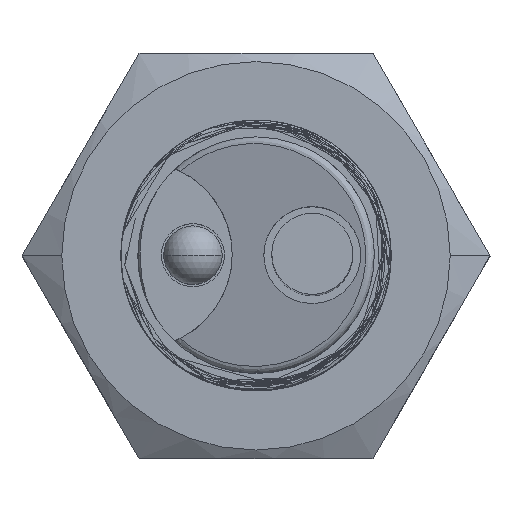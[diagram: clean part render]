
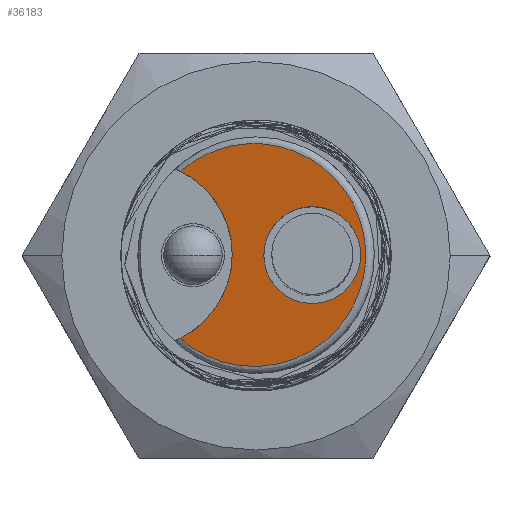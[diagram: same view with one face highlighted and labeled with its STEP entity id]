
A CAD part, top view. The second image highlights one B-rep face of the part: STEP entity #36183.
In plain terms, the highlighted planar face has unit normal (-0.275, 0, 0.962).
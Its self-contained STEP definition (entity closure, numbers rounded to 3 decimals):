
#200 = EDGE_LOOP ( 'NONE', ( #6766, #21418 ) ) ;
#1378 = VERTEX_POINT ( 'NONE', #33600 ) ;
#1436 = CARTESIAN_POINT ( 'NONE',  ( 0.35, 4.3, 48.1 ) ) ;
#2307 =( BOUNDED_CURVE ( )  B_SPLINE_CURVE ( 3, ( #24733, #18820, #1436, #21581 ),
 .UNSPECIFIED., .F., .F. ) 
 B_SPLINE_CURVE_WITH_KNOTS ( ( 4, 4 ),
 ( 3.142, 6.283 ),
 .UNSPECIFIED. ) 
 CURVE ( )  GEOMETRIC_REPRESENTATION_ITEM ( )  RATIONAL_B_SPLINE_CURVE ( ( 1., 0.333, 0.333, 1. ) ) 
 REPRESENTATION_ITEM ( '' )  );
#2556 = CARTESIAN_POINT ( 'NONE',  ( 0.161, -1.967, 48.046 ) ) ;
#4493 = EDGE_CURVE ( 'NONE', #11046, #22859, #23051, .T. ) ;
#6766 = ORIENTED_EDGE ( 'NONE', *, *, #4493, .F. ) ;
#7533 = CARTESIAN_POINT ( 'NONE',  ( 4.854, -4.967, 49.387 ) ) ;
#8121 = EDGE_CURVE ( 'NONE', #1378, #13465, #2307, .T. ) ;
#10160 = CARTESIAN_POINT ( 'NONE',  ( 0.35, 0., 48.1 ) ) ;
#10922 = CARTESIAN_POINT ( 'NONE',  ( 4.881, 4.94, 49.395 ) ) ;
#11046 = VERTEX_POINT ( 'NONE', #26935 ) ;
#12775 = DIRECTION ( 'NONE',  ( 0.275, 0., -0.962 ) ) ;
#13154 = CARTESIAN_POINT ( 'NONE',  ( -5.25, -6.5, 46.5 ) ) ;
#13465 = VERTEX_POINT ( 'NONE', #18417 ) ;
#15899 =( BOUNDED_CURVE ( )  B_SPLINE_CURVE ( 3, ( #15980, #18868, #7533, #21746, #10922, #36917, #25283 ),
 .UNSPECIFIED., .F., .T. ) 
 B_SPLINE_CURVE_WITH_KNOTS ( ( 4, 3, 4 ),
 ( 0.844, 3.139, 5.433 ),
 .UNSPECIFIED. ) 
 CURVE ( )  GEOMETRIC_REPRESENTATION_ITEM ( )  RATIONAL_B_SPLINE_CURVE ( ( 1., 0.607, 0.607, 1., 0.607, 0.607, 1. ) ) 
 REPRESENTATION_ITEM ( '' )  );
#15980 = CARTESIAN_POINT ( 'NONE',  ( -3.37, -3.7, 47.037 ) ) ;
#17027 = CARTESIAN_POINT ( 'NONE',  ( -3.37, -3.7, 47.037 ) ) ;
#18178 = EDGE_LOOP ( 'NONE', ( #35210, #28648 ) ) ;
#18417 = CARTESIAN_POINT ( 'NONE',  ( 0.35, 0., 48.1 ) ) ;
#18820 = CARTESIAN_POINT ( 'NONE',  ( 4.65, 4.3, 49.329 ) ) ;
#18868 = CARTESIAN_POINT ( 'NONE',  ( 0.333, -6.991, 48.095 ) ) ;
#20043 = CARTESIAN_POINT ( 'NONE',  ( 0.171, 1.966, 48.049 ) ) ;
#21418 = ORIENTED_EDGE ( 'NONE', *, *, #25083, .T. ) ;
#21581 = CARTESIAN_POINT ( 'NONE',  ( 0.35, 0., 48.1 ) ) ;
#21746 = CARTESIAN_POINT ( 'NONE',  ( 4.868, -0.013, 49.391 ) ) ;
#22158 = CARTESIAN_POINT ( 'NONE',  ( -3.35, 3.718, 47.043 ) ) ;
#22859 = VERTEX_POINT ( 'NONE', #22158 ) ;
#23051 =( BOUNDED_CURVE ( )  B_SPLINE_CURVE ( 3, ( #17027, #2556, #20043, #37464 ),
 .UNSPECIFIED., .F., .F. ) 
 B_SPLINE_CURVE_WITH_KNOTS ( ( 4, 4 ),
 ( 2.027, 4.251 ),
 .UNSPECIFIED. ) 
 CURVE ( )  GEOMETRIC_REPRESENTATION_ITEM ( )  RATIONAL_B_SPLINE_CURVE ( ( 1., 0.629, 0.629, 1. ) ) 
 REPRESENTATION_ITEM ( '' )  );
#23767 = EDGE_CURVE ( 'NONE', #13465, #1378, #26505, .T. ) ;
#24331 = FACE_OUTER_BOUND ( 'NONE', #200, .T. ) ;
#24733 = CARTESIAN_POINT ( 'NONE',  ( 4.65, 0., 49.329 ) ) ;
#25083 = EDGE_CURVE ( 'NONE', #11046, #22859, #15899, .T. ) ;
#25283 = CARTESIAN_POINT ( 'NONE',  ( -3.35, 3.718, 47.043 ) ) ;
#26505 =( BOUNDED_CURVE ( )  B_SPLINE_CURVE ( 3, ( #10160, #30232, #32994, #29973 ),
 .UNSPECIFIED., .F., .T. ) 
 B_SPLINE_CURVE_WITH_KNOTS ( ( 4, 4 ),
 ( 0., 3.142 ),
 .UNSPECIFIED. ) 
 CURVE ( )  GEOMETRIC_REPRESENTATION_ITEM ( )  RATIONAL_B_SPLINE_CURVE ( ( 1., 0.333, 0.333, 1. ) ) 
 REPRESENTATION_ITEM ( '' )  );
#26935 = CARTESIAN_POINT ( 'NONE',  ( -3.37, -3.7, 47.037 ) ) ;
#27988 = FACE_BOUND ( 'NONE', #18178, .T. ) ;
#28648 = ORIENTED_EDGE ( 'NONE', *, *, #8121, .F. ) ;
#29973 = CARTESIAN_POINT ( 'NONE',  ( 4.65, 0., 49.329 ) ) ;
#30232 = CARTESIAN_POINT ( 'NONE',  ( 0.35, -4.3, 48.1 ) ) ;
#30317 = PLANE ( 'NONE',  #34743 ) ;
#32994 = CARTESIAN_POINT ( 'NONE',  ( 4.65, -4.3, 49.329 ) ) ;
#33339 = DIRECTION ( 'NONE',  ( -0.962, 0., -0.275 ) ) ;
#33600 = CARTESIAN_POINT ( 'NONE',  ( 4.65, 0., 49.329 ) ) ;
#34743 = AXIS2_PLACEMENT_3D ( 'NONE', #13154, #12775, #33339 ) ;
#35210 = ORIENTED_EDGE ( 'NONE', *, *, #23767, .F. ) ;
#36183 = ADVANCED_FACE ( 'NONE', ( #27988, #24331 ), #30317, .F. ) ;
#36917 = CARTESIAN_POINT ( 'NONE',  ( 0.37, 6.988, 48.106 ) ) ;
#37464 = CARTESIAN_POINT ( 'NONE',  ( -3.35, 3.718, 47.043 ) ) ;
